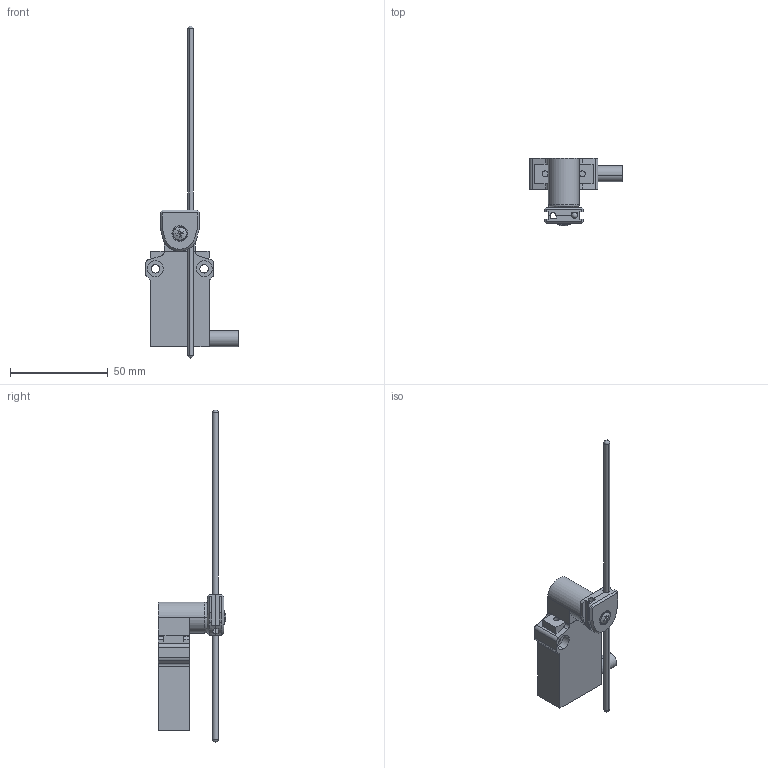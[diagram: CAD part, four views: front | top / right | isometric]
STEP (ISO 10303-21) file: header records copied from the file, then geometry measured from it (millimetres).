
FILE_DESCRIPTION (( 'STEP AP214' ), '1' );
FILE_NAME ('AEM2G7220Z11-3R.step', '2017-12-19T21:32:35', ( '' ), ( '' ), 'SwSTEP 2.0', 'SolidWorks 2017', '' );
FILE_SCHEMA (( 'AUTOMOTIVE_DESIGN' ));
Length unit declared in the file: inch
Products named in the file (1): AEM2G7220Z11-3R
Bounding box: 47.5 x 34.7 x 170 mm (x, y, z)
Volume: 31872.4 mm3; surface area: 13221.5 mm2
Topology: 7 solids, 7 shells, 221 faces, 549 edges, 354 vertices
Faces by surface type: plane 139, cylinder 65, bspline 12, cone 5
Full cylindrical faces by diameter (mm): 3.5 x2
Entity records: 15501 total; most frequent: CARTESIAN_POINT 7261, ORIENTED_EDGE 1090, DIRECTION 1077, EDGE_CURVE 545, AXIS2_PLACEMENT_3D 359, VECTOR 359, LINE 359, VERTEX_POINT 354
